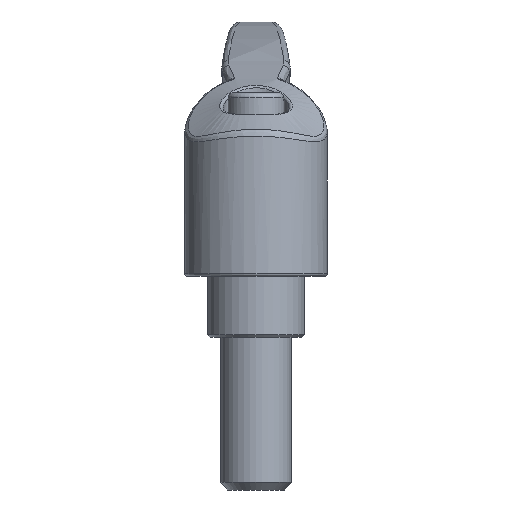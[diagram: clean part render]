
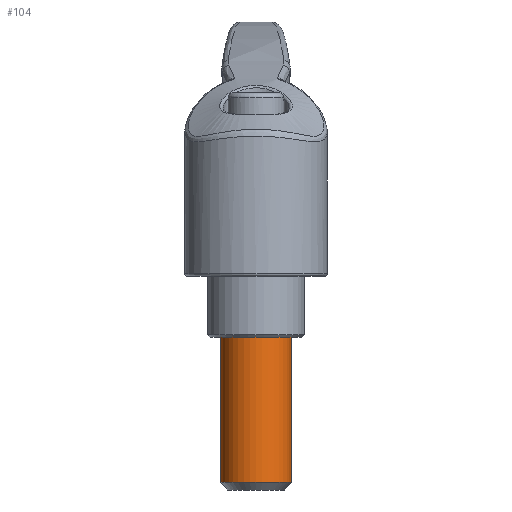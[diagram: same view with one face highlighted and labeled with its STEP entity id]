
A CAD part, front view. The second image highlights one B-rep face of the part: STEP entity #104.
In plain terms, the highlighted cylindrical face has radius 7 mm (diameter 14 mm), a full revolution.
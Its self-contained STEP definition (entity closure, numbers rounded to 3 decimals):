
#104 = ADVANCED_FACE( '', ( #263, #264 ), #265, .T. );
#263 = FACE_OUTER_BOUND( '', #1467, .T. );
#264 = FACE_OUTER_BOUND( '', #1468, .T. );
#265 = CYLINDRICAL_SURFACE( '', #1469, 7. );
#1467 = EDGE_LOOP( '', ( #6440 ) );
#1468 = EDGE_LOOP( '', ( #6441 ) );
#1469 = AXIS2_PLACEMENT_3D( '', #6442, #6443, #6444 );
#6440 = ORIENTED_EDGE( '', *, *, #6838, .T. );
#6441 = ORIENTED_EDGE( '', *, *, #6839, .T. );
#6442 = CARTESIAN_POINT( '', ( 0., 0., -42. ) );
#6443 = DIRECTION( '', ( 0., 0., -1. ) );
#6444 = DIRECTION( '', ( 1., 0., 0. ) );
#6838 = EDGE_CURVE( '', #7061, #7061, #7062, .F. );
#6839 = EDGE_CURVE( '', #7063, #7063, #7064, .T. );
#7061 = VERTEX_POINT( '', #7945 );
#7062 = CIRCLE( '', #7946, 7. );
#7063 = VERTEX_POINT( '', #7947 );
#7064 = CIRCLE( '', #7948, 7. );
#7945 = CARTESIAN_POINT( '', ( -7., 0., -40.5 ) );
#7946 = AXIS2_PLACEMENT_3D( '', #10184, #10185, #10186 );
#7947 = CARTESIAN_POINT( '', ( 7., 0., -12. ) );
#7948 = AXIS2_PLACEMENT_3D( '', #10187, #10188, #10189 );
#10184 = CARTESIAN_POINT( '', ( 0., 0., -40.5 ) );
#10185 = DIRECTION( '', ( 0., 0., -1. ) );
#10186 = DIRECTION( '', ( -1., 0., 0. ) );
#10187 = CARTESIAN_POINT( '', ( 0., 0., -12. ) );
#10188 = DIRECTION( '', ( 0., 0., -1. ) );
#10189 = DIRECTION( '', ( 1., 0., 0. ) );
